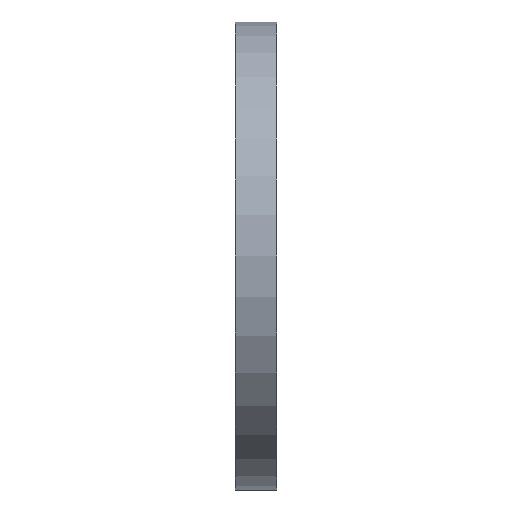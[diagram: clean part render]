
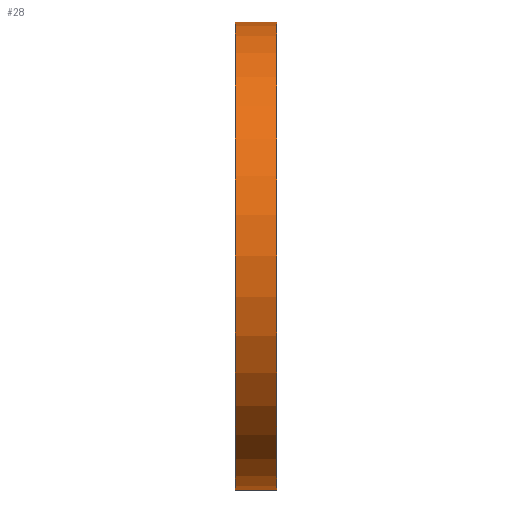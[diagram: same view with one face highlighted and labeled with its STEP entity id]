
A CAD part, left-side view. The second image highlights one B-rep face of the part: STEP entity #28.
In plain terms, the highlighted cylindrical face has radius 125 mm (diameter 250 mm), a partial arc.
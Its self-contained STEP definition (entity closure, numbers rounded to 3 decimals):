
#28 = ADVANCED_FACE ( 'NONE', ( #380 ), #238, .T. ) ;
#30 = LINE ( 'NONE', #816, #37 ) ;
#37 = VECTOR ( 'NONE', #241, 1000. ) ;
#39 = LINE ( 'NONE', #188, #528 ) ;
#40 = ORIENTED_EDGE ( 'NONE', *, *, #866, .T. ) ;
#52 = DIRECTION ( 'NONE',  ( 0., -1., 0. ) ) ;
#54 = ORIENTED_EDGE ( 'NONE', *, *, #475, .F. ) ;
#79 = VERTEX_POINT ( 'NONE', #735 ) ;
#115 = VERTEX_POINT ( 'NONE', #870 ) ;
#123 = CIRCLE ( 'NONE', #384, 125. ) ;
#126 = CARTESIAN_POINT ( 'NONE',  ( 0., 22., 0. ) ) ;
#151 = EDGE_CURVE ( 'NONE', #115, #577, #156, .T. ) ;
#156 = CIRCLE ( 'NONE', #696, 125. ) ;
#188 = CARTESIAN_POINT ( 'NONE',  ( 0., 22., -125. ) ) ;
#196 = DIRECTION ( 'NONE',  ( 0., 1., 0. ) ) ;
#222 = EDGE_CURVE ( 'NONE', #115, #731, #39, .T. ) ;
#223 = ORIENTED_EDGE ( 'NONE', *, *, #222, .T. ) ;
#238 = CYLINDRICAL_SURFACE ( 'NONE', #873, 125. ) ;
#241 = DIRECTION ( 'NONE',  ( 0., -1., 0. ) ) ;
#259 = CARTESIAN_POINT ( 'NONE',  ( 0., 0., -125. ) ) ;
#267 = DIRECTION ( 'NONE',  ( 0., 1., 0. ) ) ;
#380 = FACE_OUTER_BOUND ( 'NONE', #546, .T. ) ;
#384 = AXIS2_PLACEMENT_3D ( 'NONE', #493, #267, #848 ) ;
#448 = DIRECTION ( 'NONE',  ( 0., 0., -1. ) ) ;
#475 = EDGE_CURVE ( 'NONE', #577, #79, #30, .T. ) ;
#493 = CARTESIAN_POINT ( 'NONE',  ( 0., 0., 0. ) ) ;
#527 = DIRECTION ( 'NONE',  ( 0., -1., 0. ) ) ;
#528 = VECTOR ( 'NONE', #52, 1000. ) ;
#546 = EDGE_LOOP ( 'NONE', ( #54, #709, #223, #40 ) ) ;
#577 = VERTEX_POINT ( 'NONE', #738 ) ;
#696 = AXIS2_PLACEMENT_3D ( 'NONE', #126, #196, #911 ) ;
#709 = ORIENTED_EDGE ( 'NONE', *, *, #151, .F. ) ;
#731 = VERTEX_POINT ( 'NONE', #259 ) ;
#735 = CARTESIAN_POINT ( 'NONE',  ( 0., 0., 125. ) ) ;
#738 = CARTESIAN_POINT ( 'NONE',  ( 0., 22., 125. ) ) ;
#808 = CARTESIAN_POINT ( 'NONE',  ( 0., 22., 0. ) ) ;
#816 = CARTESIAN_POINT ( 'NONE',  ( 0., 22., 125. ) ) ;
#848 = DIRECTION ( 'NONE',  ( 0., 0., 1. ) ) ;
#866 = EDGE_CURVE ( 'NONE', #731, #79, #123, .T. ) ;
#870 = CARTESIAN_POINT ( 'NONE',  ( 0., 22., -125. ) ) ;
#873 = AXIS2_PLACEMENT_3D ( 'NONE', #808, #527, #448 ) ;
#911 = DIRECTION ( 'NONE',  ( 0., 0., 1. ) ) ;
